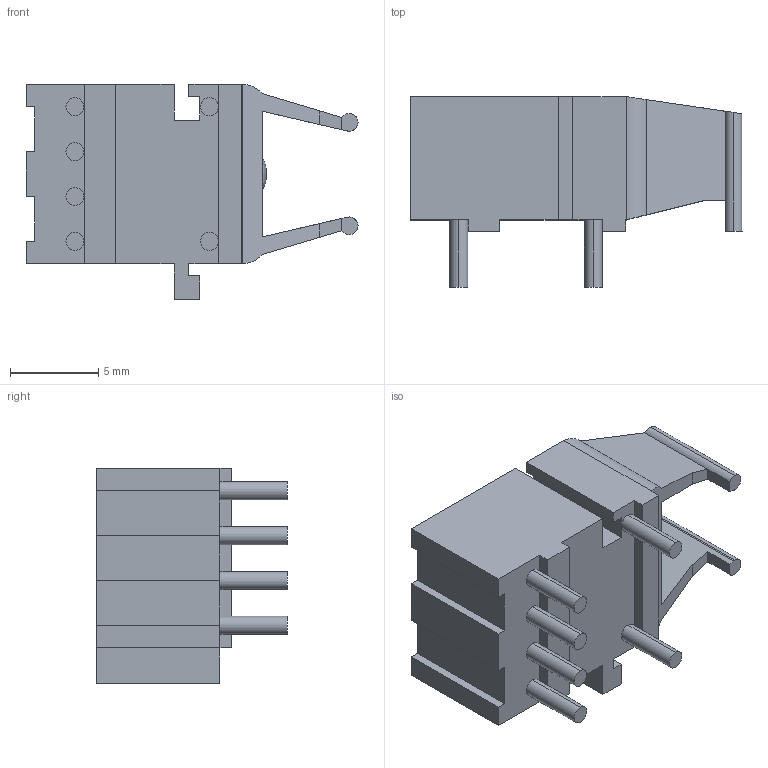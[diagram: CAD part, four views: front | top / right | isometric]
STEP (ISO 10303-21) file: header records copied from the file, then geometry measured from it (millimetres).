
FILE_DESCRIPTION (( 'STEP AP214' ), '1' );
FILE_NAME ('AFBR-2624Z.STEP', '2022-12-23T03:28:03', ( '' ), ( '' ), 'SwSTEP 2.0', 'SolidWorks 2022', '' );
FILE_SCHEMA (( 'AUTOMOTIVE_DESIGN' ));
Length unit declared in the file: millimetre
Products named in the file (1): AFBR-2624Z
Bounding box: 18.8 x 10.79 x 12.19 mm (x, y, z)
Volume: 1018.8 mm3; surface area: 974.8 mm2
Topology: 8 solids, 8 shells, 90 faces, 208 edges, 136 vertices
Faces by surface type: plane 62, cylinder 26, bspline 2
Entity records: 3575 total; most frequent: CARTESIAN_POINT 501, DIRECTION 418, ORIENTED_EDGE 416, EDGE_CURVE 208, LINE 152, VECTOR 152, VERTEX_POINT 136, AXIS2_PLACEMENT_3D 133
